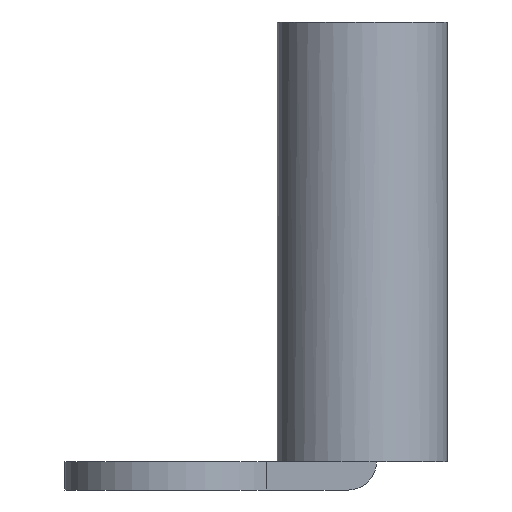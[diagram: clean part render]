
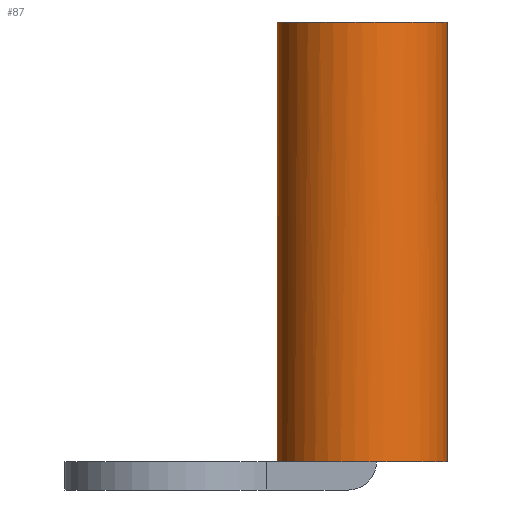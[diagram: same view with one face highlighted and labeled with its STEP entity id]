
A CAD part, front view. The second image highlights one B-rep face of the part: STEP entity #87.
In plain terms, the highlighted cylindrical face has radius 3 mm (diameter 6 mm), a partial arc.
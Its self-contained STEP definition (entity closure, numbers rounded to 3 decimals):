
#2 = AXIS2_PLACEMENT_3D ( 'NONE', #236, #323, #98 ) ;
#39 = FACE_OUTER_BOUND ( 'NONE', #50, .T. ) ;
#41 = EDGE_CURVE ( 'NONE', #413, #335, #235, .T. ) ;
#44 = VERTEX_POINT ( 'NONE', #162 ) ;
#50 = EDGE_LOOP ( 'NONE', ( #460, #402, #469, #201, #266 ) ) ;
#57 = DIRECTION ( 'NONE',  ( 1., 0., 0. ) ) ;
#58 = CARTESIAN_POINT ( 'NONE',  ( 6.5, 0., 16. ) ) ;
#70 = CARTESIAN_POINT ( 'NONE',  ( 9.5, 0., 0.5 ) ) ;
#87 = ADVANCED_FACE ( 'NONE', ( #39 ), #300, .T. ) ;
#88 = EDGE_CURVE ( 'NONE', #44, #394, #452, .T. ) ;
#90 = VERTEX_POINT ( 'NONE', #275 ) ;
#98 = DIRECTION ( 'NONE',  ( 1., 0., 0. ) ) ;
#124 = DIRECTION ( 'NONE',  ( 0., 0., -1. ) ) ;
#129 = CARTESIAN_POINT ( 'NONE',  ( 6.5, 0., 0.5 ) ) ;
#157 = EDGE_CURVE ( 'NONE', #413, #90, #299, .T. ) ;
#161 = EDGE_CURVE ( 'NONE', #90, #394, #244, .T. ) ;
#162 = CARTESIAN_POINT ( 'NONE',  ( 4.842, -2.5, 0.5 ) ) ;
#179 = AXIS2_PLACEMENT_3D ( 'NONE', #129, #199, #57 ) ;
#193 = VECTOR ( 'NONE', #388, 1000. ) ;
#197 = CARTESIAN_POINT ( 'NONE',  ( 9.5, 0., 16. ) ) ;
#199 = DIRECTION ( 'NONE',  ( 0., 0., 1. ) ) ;
#201 = ORIENTED_EDGE ( 'NONE', *, *, #475, .T. ) ;
#219 = DIRECTION ( 'NONE',  ( 0., 0., 1. ) ) ;
#235 = LINE ( 'NONE', #387, #334 ) ;
#236 = CARTESIAN_POINT ( 'NONE',  ( 6.5, 0., 16. ) ) ;
#244 = LINE ( 'NONE', #197, #193 ) ;
#266 = ORIENTED_EDGE ( 'NONE', *, *, #88, .T. ) ;
#275 = CARTESIAN_POINT ( 'NONE',  ( 9.5, 0., 16. ) ) ;
#291 = CARTESIAN_POINT ( 'NONE',  ( 3.5, 0., 0.5 ) ) ;
#299 = CIRCLE ( 'NONE', #2, 3. ) ;
#300 = CYLINDRICAL_SURFACE ( 'NONE', #389, 3. ) ;
#323 = DIRECTION ( 'NONE',  ( 0., 0., 1. ) ) ;
#330 = CARTESIAN_POINT ( 'NONE',  ( 3.5, 0., 16. ) ) ;
#334 = VECTOR ( 'NONE', #124, 1000. ) ;
#335 = VERTEX_POINT ( 'NONE', #291 ) ;
#355 = CIRCLE ( 'NONE', #445, 3. ) ;
#387 = CARTESIAN_POINT ( 'NONE',  ( 3.5, 0., 16. ) ) ;
#388 = DIRECTION ( 'NONE',  ( 0., 0., -1. ) ) ;
#389 = AXIS2_PLACEMENT_3D ( 'NONE', #58, #463, #429 ) ;
#394 = VERTEX_POINT ( 'NONE', #70 ) ;
#402 = ORIENTED_EDGE ( 'NONE', *, *, #157, .F. ) ;
#413 = VERTEX_POINT ( 'NONE', #330 ) ;
#429 = DIRECTION ( 'NONE',  ( -1., 0., 0. ) ) ;
#445 = AXIS2_PLACEMENT_3D ( 'NONE', #454, #219, #448 ) ;
#448 = DIRECTION ( 'NONE',  ( 1., 0., 0. ) ) ;
#452 = CIRCLE ( 'NONE', #179, 3. ) ;
#454 = CARTESIAN_POINT ( 'NONE',  ( 6.5, 0., 0.5 ) ) ;
#460 = ORIENTED_EDGE ( 'NONE', *, *, #161, .F. ) ;
#463 = DIRECTION ( 'NONE',  ( 0., 0., -1. ) ) ;
#469 = ORIENTED_EDGE ( 'NONE', *, *, #41, .T. ) ;
#475 = EDGE_CURVE ( 'NONE', #335, #44, #355, .T. ) ;
